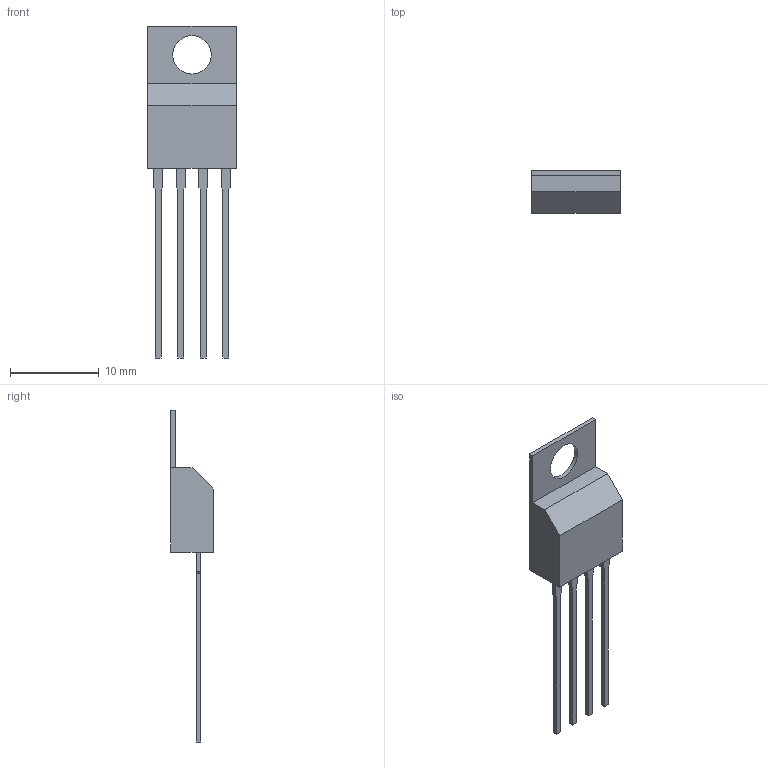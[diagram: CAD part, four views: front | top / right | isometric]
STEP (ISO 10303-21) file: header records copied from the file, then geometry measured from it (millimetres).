
FILE_DESCRIPTION(('FreeCAD Model'),'2;1');
FILE_NAME('364257.2.1.stp','2021-01-15T16:25:31',( 'Author'),(''),'Open CASCADE STEP processor 6.9','FreeCAD','Unknown' );
FILE_SCHEMA(('AUTOMOTIVE_DESIGN { 1 0 10303 214 1 1 1 1 }'));
Length unit declared in the file: millimetre
Products named in the file (4): ASSEMBLY; Tab; Body; PinsArray
Assembly tree (3 placements, depth 2):
  ASSEMBLY
    Tab
    Body
    PinsArray
Bounding box: 10 x 4.8 x 37.4 mm (x, y, z)
Volume: 481.7 mm3; surface area: 687.6 mm2
Topology: 6 solids, 6 shells, 54 faces, 126 edges, 84 vertices
Faces by surface type: plane 53, cylinder 1
Full cylindrical faces by diameter (mm): 4.333 x1
Entity records: 3273 total; most frequent: CARTESIAN_POINT 532, DIRECTION 494, LINE 374, VECTOR 374, ORIENTED_EDGE 252, PCURVE 252, DEFINITIONAL_REPRESENTATION 252, EDGE_CURVE 126
